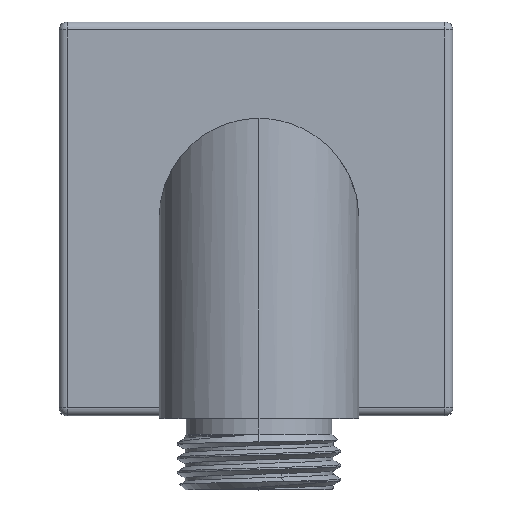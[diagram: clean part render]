
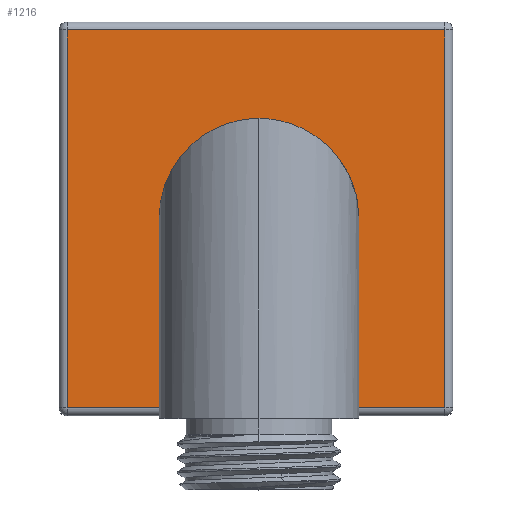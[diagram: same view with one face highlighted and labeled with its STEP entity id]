
A CAD part, top view. The second image highlights one B-rep face of the part: STEP entity #1216.
In plain terms, the highlighted planar face has unit normal (0, 0, 1).
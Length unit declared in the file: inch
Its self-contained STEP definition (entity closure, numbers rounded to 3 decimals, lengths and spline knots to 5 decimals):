
#53=DIRECTION('',(0.,-1.,0.));
#54=VECTOR('',#53,1.89);
#55=CARTESIAN_POINT('',(-0.96,0.945,0.31));
#56=LINE('',#55,#54);
#57=DIRECTION('',(-1.,0.,0.));
#58=VECTOR('',#57,1.89);
#59=CARTESIAN_POINT('',(0.93,0.945,0.31));
#60=LINE('',#59,#58);
#61=DIRECTION('',(0.,1.,0.));
#62=VECTOR('',#61,1.89);
#63=CARTESIAN_POINT('',(0.93,-0.945,0.31));
#64=LINE('',#63,#62);
#65=DIRECTION('',(1.,0.,0.));
#66=VECTOR('',#65,1.89);
#67=CARTESIAN_POINT('',(-0.96,-0.945,0.31));
#68=LINE('',#67,#66);
#69=CARTESIAN_POINT('',(0.,0.,0.31));
#70=DIRECTION('',(0.,0.,1.));
#71=DIRECTION('',(1.,0.,0.));
#72=AXIS2_PLACEMENT_3D('',#69,#70,#71);
#74=CARTESIAN_POINT('',(0.,0.,0.31));
#75=DIRECTION('',(0.,0.,1.));
#76=DIRECTION('',(-1.,0.,0.));
#77=AXIS2_PLACEMENT_3D('',#74,#75,#76);
#1057=CARTESIAN_POINT('',(-0.96,0.945,0.31));
#1058=CARTESIAN_POINT('',(-0.96,-0.945,0.31));
#1059=VERTEX_POINT('',#1057);
#1060=VERTEX_POINT('',#1058);
#1065=CARTESIAN_POINT('',(0.93,-0.945,0.31));
#1066=VERTEX_POINT('',#1065);
#1071=CARTESIAN_POINT('',(0.93,0.945,0.31));
#1072=VERTEX_POINT('',#1071);
#1125=CARTESIAN_POINT('',(0.5,0.,0.31));
#1126=CARTESIAN_POINT('',(-0.5,0.,0.31));
#1127=VERTEX_POINT('',#1125);
#1128=VERTEX_POINT('',#1126);
#1196=CARTESIAN_POINT('',(0.97,0.,0.31));
#1197=DIRECTION('',(0.,0.,1.));
#1198=DIRECTION('',(1.,0.,0.));
#1199=AXIS2_PLACEMENT_3D('',#1196,#1197,#1198);
#1200=PLANE('',#1199);
#1202=ORIENTED_EDGE('',*,*,#1201,.F.);
#1203=ORIENTED_EDGE('',*,*,#1186,.F.);
#1205=ORIENTED_EDGE('',*,*,#1204,.F.);
#1207=ORIENTED_EDGE('',*,*,#1206,.F.);
#1208=EDGE_LOOP('',(#1202,#1203,#1205,#1207));
#1209=FACE_OUTER_BOUND('',#1208,.F.);
#1211=ORIENTED_EDGE('',*,*,#1210,.T.);
#1213=ORIENTED_EDGE('',*,*,#1212,.T.);
#1214=EDGE_LOOP('',(#1211,#1213));
#1215=FACE_BOUND('',#1214,.F.);
#1216=ADVANCED_FACE('',(#1209,#1215),#1200,.T.);
#73=CIRCLE('',#72,0.5);
#78=CIRCLE('',#77,0.5);
#1186=EDGE_CURVE('',#1072,#1059,#60,.T.);
#1201=EDGE_CURVE('',#1059,#1060,#56,.T.);
#1204=EDGE_CURVE('',#1066,#1072,#64,.T.);
#1206=EDGE_CURVE('',#1060,#1066,#68,.T.);
#1210=EDGE_CURVE('',#1127,#1128,#73,.T.);
#1212=EDGE_CURVE('',#1128,#1127,#78,.T.);
